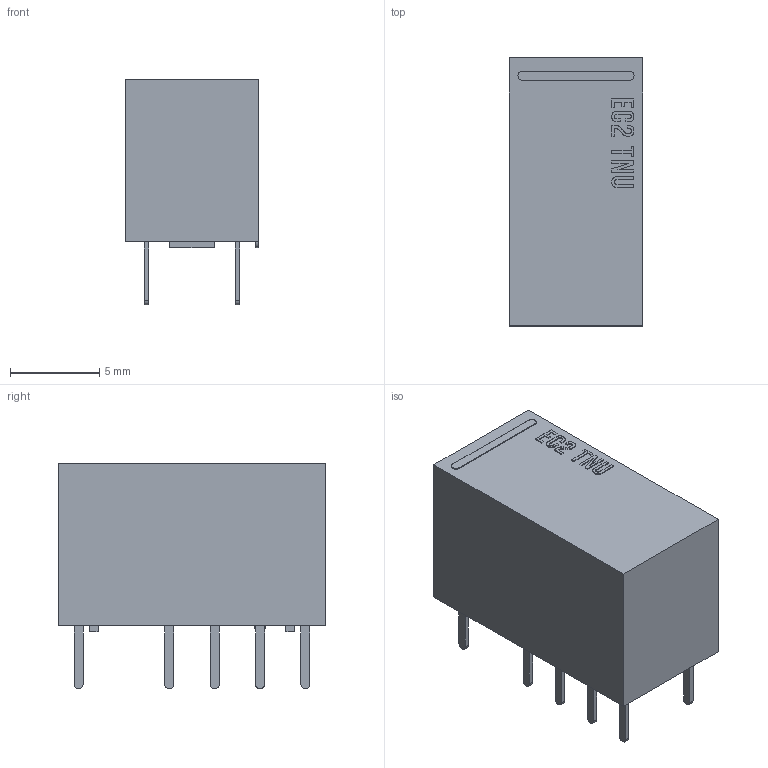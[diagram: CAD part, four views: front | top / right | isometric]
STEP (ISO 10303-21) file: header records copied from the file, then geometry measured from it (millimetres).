
FILE_DESCRIPTION(('FreeCAD Model'),'2;1');
FILE_NAME('Kemet_EC2-TNU.step','2019-07-22T19:44:56',('Author'),(''), 'Open CASCADE STEP processor 7.3','FreeCAD','Unknown');
FILE_SCHEMA(('AUTOMOTIVE_DESIGN { 1 0 10303 214 1 1 1 1 }'));
Length unit declared in the file: millimetre
Products named in the file (1): EC2-TNU
Bounding box: 7.5 x 15 x 12.65 mm (x, y, z)
Volume: 1018 mm3; surface area: 701 mm2
Topology: 11 solids, 11 shells, 208 faces, 528 edges, 352 vertices
Faces by surface type: plane 141, extrusion 50, cylinder 17
Entity records: 7716 total; most frequent: CARTESIAN_POINT 1389, ORIENTED_EDGE 1056, DIRECTION 830, EDGE_CURVE 528, VECTOR 444, LINE 394, VERTEX_POINT 352, FACE_BOUND 218
